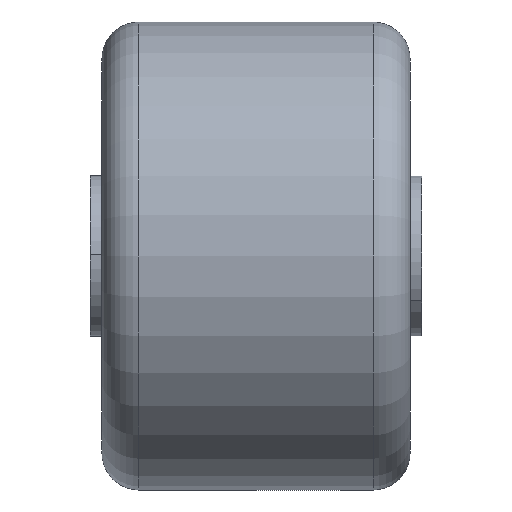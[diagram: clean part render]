
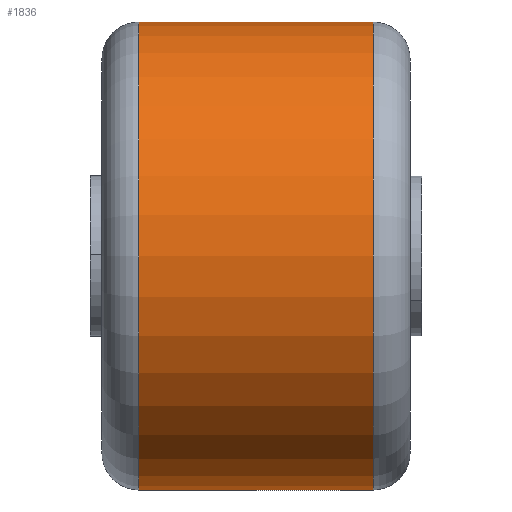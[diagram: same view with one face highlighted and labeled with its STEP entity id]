
A CAD part, front view. The second image highlights one B-rep face of the part: STEP entity #1836.
In plain terms, the highlighted cylindrical face has radius 41 mm (diameter 82 mm), a partial arc.
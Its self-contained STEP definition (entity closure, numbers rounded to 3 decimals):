
#38 = ORIENTED_EDGE ( 'NONE', *, *, #3549, .T. ) ;
#104 = CIRCLE ( 'NONE', #2886, 41. ) ;
#502 = DIRECTION ( 'NONE',  ( -1., 0., 0. ) ) ;
#717 = CARTESIAN_POINT ( 'NONE',  ( -20.5, 0., 291.987 ) ) ;
#769 = EDGE_CURVE ( 'NONE', #5145, #3691, #104, .T. ) ;
#948 = CARTESIAN_POINT ( 'NONE',  ( -57.637, 0., 250.987 ) ) ;
#1017 = ORIENTED_EDGE ( 'NONE', *, *, #3042, .F. ) ;
#1191 = DIRECTION ( 'NONE',  ( 0., 0., 1. ) ) ;
#1379 = CARTESIAN_POINT ( 'NONE',  ( 20.5, 0., 332.987 ) ) ;
#1598 = VERTEX_POINT ( 'NONE', #5529 ) ;
#1603 = DIRECTION ( 'NONE',  ( -1., 0., 0. ) ) ;
#1836 = ADVANCED_FACE ( 'NONE', ( #4378 ), #5171, .T. ) ;
#2055 = LINE ( 'NONE', #948, #4917 ) ;
#2283 = CIRCLE ( 'NONE', #5090, 41. ) ;
#2513 = VECTOR ( 'NONE', #5123, 1000. ) ;
#2569 = CARTESIAN_POINT ( 'NONE',  ( -20.5, 0., 250.987 ) ) ;
#2855 = DIRECTION ( 'NONE',  ( 1., 0., 0. ) ) ;
#2886 = AXIS2_PLACEMENT_3D ( 'NONE', #2987, #1603, #3792 ) ;
#2961 = VERTEX_POINT ( 'NONE', #2569 ) ;
#2987 = CARTESIAN_POINT ( 'NONE',  ( 20.5, 0., 291.987 ) ) ;
#3042 = EDGE_CURVE ( 'NONE', #5145, #2961, #2055, .T. ) ;
#3058 = CARTESIAN_POINT ( 'NONE',  ( -57.637, 0., 332.987 ) ) ;
#3549 = EDGE_CURVE ( 'NONE', #3691, #1598, #4184, .T. ) ;
#3593 = ORIENTED_EDGE ( 'NONE', *, *, #5522, .T. ) ;
#3691 = VERTEX_POINT ( 'NONE', #1379 ) ;
#3792 = DIRECTION ( 'NONE',  ( 0., 0., 1. ) ) ;
#3822 = EDGE_LOOP ( 'NONE', ( #1017, #5078, #38, #3593 ) ) ;
#4184 = LINE ( 'NONE', #3058, #2513 ) ;
#4218 = CARTESIAN_POINT ( 'NONE',  ( 20.5, 0., 250.987 ) ) ;
#4378 = FACE_OUTER_BOUND ( 'NONE', #3822, .T. ) ;
#4501 = DIRECTION ( 'NONE',  ( 0., 0., -1. ) ) ;
#4651 = DIRECTION ( 'NONE',  ( -1., 0., 0. ) ) ;
#4917 = VECTOR ( 'NONE', #502, 1000. ) ;
#5049 = CARTESIAN_POINT ( 'NONE',  ( -57.637, 0., 291.987 ) ) ;
#5078 = ORIENTED_EDGE ( 'NONE', *, *, #769, .T. ) ;
#5090 = AXIS2_PLACEMENT_3D ( 'NONE', #717, #2855, #4501 ) ;
#5123 = DIRECTION ( 'NONE',  ( -1., 0., 0. ) ) ;
#5145 = VERTEX_POINT ( 'NONE', #4218 ) ;
#5171 = CYLINDRICAL_SURFACE ( 'NONE', #5357, 41. ) ;
#5357 = AXIS2_PLACEMENT_3D ( 'NONE', #5049, #4651, #1191 ) ;
#5522 = EDGE_CURVE ( 'NONE', #1598, #2961, #2283, .T. ) ;
#5529 = CARTESIAN_POINT ( 'NONE',  ( -20.5, 0., 332.987 ) ) ;
